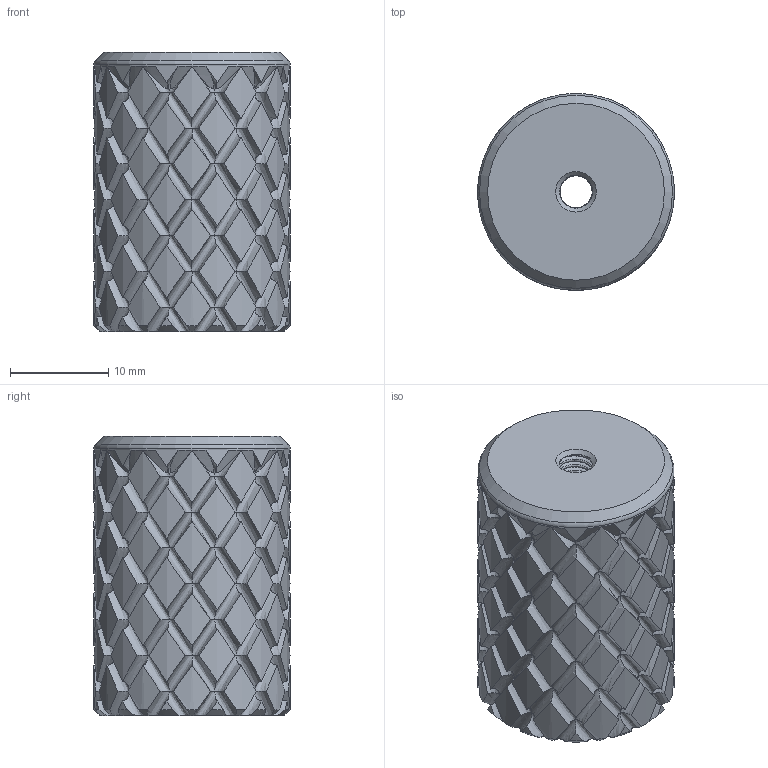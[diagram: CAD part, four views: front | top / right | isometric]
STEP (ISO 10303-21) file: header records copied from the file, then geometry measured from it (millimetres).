
FILE_DESCRIPTION(/* description */ (''),/* implementation_level */ '2;1');
FILE_NAME(/* name */ '20mm-knob.step',/* time_stamp */ '2023-09-04T09:04:37-04:00',/* author */ (''),/* organization */ (''),/* preprocessor_version */ 'ST-DEVELOPER v20',/* originating_system */ 'Autodesk Translation Framework v12.9.0.99',/* authorisation */ '');
FILE_SCHEMA (('AUTOMOTIVE_DESIGN { 1 0 10303 214 3 1 1 }'));
Products named in the file (1): 20mm-knob
Bounding box: 20 x 20 x 28.4 mm (x, y, z)
Volume: 7462.7 mm3; surface area: 4092.4 mm2
Topology: 1 solids, 1 shells, 423 faces, 1105 edges, 688 vertices
Faces by surface type: bspline 211, cylinder 129, cone 64, plane 18, torus 1
Full cylindrical faces by diameter (mm): 4.109 x21, 12 x1, 20 x1
Entity records: 37994 total; most frequent: CARTESIAN_POINT 30002, ORIENTED_EDGE 2210, EDGE_CURVE 1105, B_SPLINE_CURVE_WITH_KNOTS 908, DIRECTION 737, VERTEX_POINT 688, EDGE_LOOP 429, FACE_OUTER_BOUND 423
